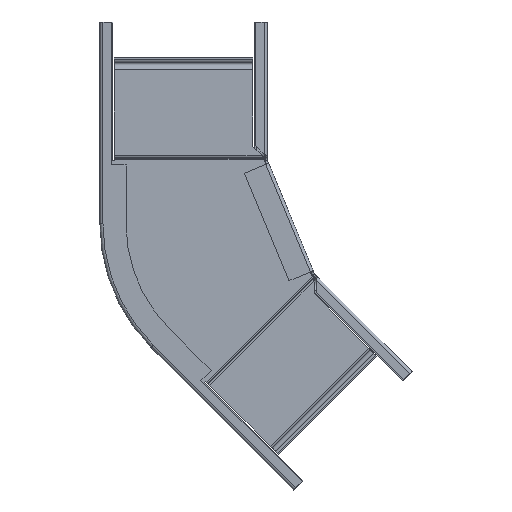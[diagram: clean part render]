
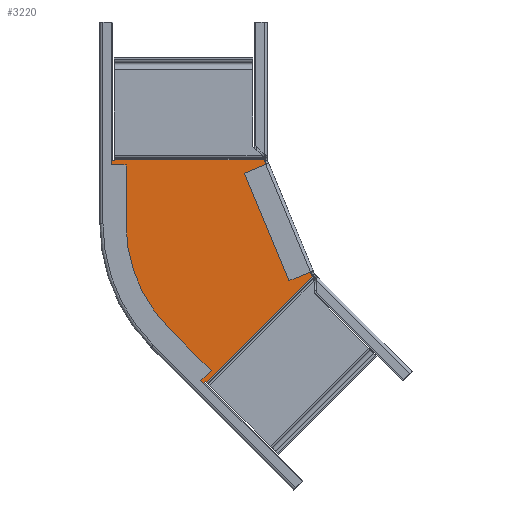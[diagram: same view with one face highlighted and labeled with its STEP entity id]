
A CAD part, front view. The second image highlights one B-rep face of the part: STEP entity #3220.
In plain terms, the highlighted planar face has unit normal (0, -1, 0).
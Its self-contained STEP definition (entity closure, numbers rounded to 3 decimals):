
#1 = ORIENTED_EDGE ( 'NONE', *, *, #3753, .T. ) ;
#12 = LINE ( 'NONE', #67, #3708 ) ;
#67 = CARTESIAN_POINT ( 'NONE',  ( 18.183, -0.75, -29.339 ) ) ;
#122 = DIRECTION ( 'NONE',  ( 0., 0., -1. ) ) ;
#293 = VECTOR ( 'NONE', #5091, 1000. ) ;
#341 = LINE ( 'NONE', #2536, #2341 ) ;
#367 = ORIENTED_EDGE ( 'NONE', *, *, #4088, .F. ) ;
#464 = EDGE_CURVE ( 'NONE', #1918, #2900, #341, .T. ) ;
#542 = CARTESIAN_POINT ( 'NONE',  ( -77.362, -0.75, -72.741 ) ) ;
#648 = AXIS2_PLACEMENT_3D ( 'NONE', #3116, #1470, #122 ) ;
#656 = VECTOR ( 'NONE', #1394, 1000. ) ;
#754 = CARTESIAN_POINT ( 'NONE',  ( -77.362, -0.75, -72.741 ) ) ;
#810 = CARTESIAN_POINT ( 'NONE',  ( -13.639, -0.75, 32.928 ) ) ;
#871 = DIRECTION ( 'NONE',  ( 0.383, 0., -0.924 ) ) ;
#934 = CARTESIAN_POINT ( 'NONE',  ( -46.694, -0.75, -94.216 ) ) ;
#965 = VERTEX_POINT ( 'NONE', #1855 ) ;
#1101 = ORIENTED_EDGE ( 'NONE', *, *, #1313, .T. ) ;
#1161 = VERTEX_POINT ( 'NONE', #1202 ) ;
#1202 = CARTESIAN_POINT ( 'NONE',  ( -47.172, -0.75, -93.739 ) ) ;
#1274 = VECTOR ( 'NONE', #4126, 1000. ) ;
#1313 = EDGE_CURVE ( 'NONE', #4092, #2195, #1931, .T. ) ;
#1340 = LINE ( 'NONE', #5135, #4324 ) ;
#1394 = DIRECTION ( 'NONE',  ( -1., 0., 0. ) ) ;
#1470 = DIRECTION ( 'NONE',  ( 0., -1., 0. ) ) ;
#1504 = ORIENTED_EDGE ( 'NONE', *, *, #4166, .F. ) ;
#1518 = FACE_OUTER_BOUND ( 'NONE', #4342, .T. ) ;
#1598 = LINE ( 'NONE', #3762, #3250 ) ;
#1614 = CARTESIAN_POINT ( 'NONE',  ( -99.639, -0.75, 33.603 ) ) ;
#1658 = CARTESIAN_POINT ( 'NONE',  ( 13.639, -0.75, -32.928 ) ) ;
#1675 = DIRECTION ( 'NONE',  ( 0., 0., -1. ) ) ;
#1724 = DIRECTION ( 'NONE',  ( -0.707, 0., -0.707 ) ) ;
#1752 = LINE ( 'NONE', #2118, #293 ) ;
#1777 = ORIENTED_EDGE ( 'NONE', *, *, #4262, .T. ) ;
#1855 = CARTESIAN_POINT ( 'NONE',  ( 14.117, -0.75, -33.405 ) ) ;
#1897 = CARTESIAN_POINT ( 'NONE',  ( -7.889, -0.75, 33.603 ) ) ;
#1918 = VERTEX_POINT ( 'NONE', #3628 ) ;
#1931 = LINE ( 'NONE', #2741, #2346 ) ;
#1953 = CARTESIAN_POINT ( 'NONE',  ( 13.639, -0.75, -32.928 ) ) ;
#2001 = VECTOR ( 'NONE', #3776, 1000. ) ;
#2021 = LINE ( 'NONE', #754, #1274 ) ;
#2102 = CARTESIAN_POINT ( 'NONE',  ( -7.889, -0.75, -3.268 ) ) ;
#2118 = CARTESIAN_POINT ( 'NONE',  ( -106.139, -0.75, -3.268 ) ) ;
#2156 = CARTESIAN_POINT ( 'NONE',  ( -106.139, -0.75, 32.928 ) ) ;
#2195 = VERTEX_POINT ( 'NONE', #2156 ) ;
#2228 = VERTEX_POINT ( 'NONE', #4648 ) ;
#2312 = EDGE_CURVE ( 'NONE', #3031, #4581, #3315, .T. ) ;
#2318 = ORIENTED_EDGE ( 'NONE', *, *, #4295, .F. ) ;
#2341 = VECTOR ( 'NONE', #871, 1000. ) ;
#2346 = VECTOR ( 'NONE', #3616, 1000. ) ;
#2412 = LINE ( 'NONE', #1897, #656 ) ;
#2440 = VECTOR ( 'NONE', #4596, 1000. ) ;
#2506 = VERTEX_POINT ( 'NONE', #1614 ) ;
#2536 = CARTESIAN_POINT ( 'NONE',  ( -8.802, -0.75, 21.249 ) ) ;
#2712 = VERTEX_POINT ( 'NONE', #3155 ) ;
#2741 = CARTESIAN_POINT ( 'NONE',  ( -106.139, -0.75, 32.928 ) ) ;
#2882 = EDGE_CURVE ( 'NONE', #2712, #1918, #5060, .T. ) ;
#2900 = VERTEX_POINT ( 'NONE', #1658 ) ;
#2962 = DIRECTION ( 'NONE',  ( -0.707, 0., 0.707 ) ) ;
#3021 = ORIENTED_EDGE ( 'NONE', *, *, #3969, .T. ) ;
#3031 = VERTEX_POINT ( 'NONE', #542 ) ;
#3056 = VECTOR ( 'NONE', #5519, 1000. ) ;
#3070 = CARTESIAN_POINT ( 'NONE',  ( -99.639, -0.75, 32.928 ) ) ;
#3116 = CARTESIAN_POINT ( 'NONE',  ( -7.889, -0.75, -3.268 ) ) ;
#3128 = VERTEX_POINT ( 'NONE', #934 ) ;
#3155 = CARTESIAN_POINT ( 'NONE',  ( -13.639, -0.75, 33.603 ) ) ;
#3220 = ADVANCED_FACE ( 'NONE', ( #1518 ), #4018, .T. ) ;
#3250 = VECTOR ( 'NONE', #5515, 1000. ) ;
#3315 = CIRCLE ( 'NONE', #4404, 98.25 ) ;
#3368 = EDGE_CURVE ( 'NONE', #3031, #2228, #2021, .T. ) ;
#3506 = EDGE_CURVE ( 'NONE', #3128, #1161, #1340, .T. ) ;
#3528 = ORIENTED_EDGE ( 'NONE', *, *, #464, .F. ) ;
#3616 = DIRECTION ( 'NONE',  ( -1., 0., 0. ) ) ;
#3628 = CARTESIAN_POINT ( 'NONE',  ( -13.639, -0.75, 32.928 ) ) ;
#3664 = ORIENTED_EDGE ( 'NONE', *, *, #3506, .F. ) ;
#3672 = LINE ( 'NONE', #3785, #2440 ) ;
#3674 = CARTESIAN_POINT ( 'NONE',  ( -106.139, -0.75, -3.268 ) ) ;
#3708 = VECTOR ( 'NONE', #1724, 1000. ) ;
#3753 = EDGE_CURVE ( 'NONE', #2506, #4092, #3672, .T. ) ;
#3762 = CARTESIAN_POINT ( 'NONE',  ( -51.768, -0.75, -98.335 ) ) ;
#3776 = DIRECTION ( 'NONE',  ( -0.707, 0., 0.707 ) ) ;
#3785 = CARTESIAN_POINT ( 'NONE',  ( -99.639, -0.75, 85.428 ) ) ;
#3969 = EDGE_CURVE ( 'NONE', #965, #2900, #4589, .T. ) ;
#4018 = PLANE ( 'NONE',  #648 ) ;
#4088 = EDGE_CURVE ( 'NONE', #4581, #2195, #1752, .T. ) ;
#4092 = VERTEX_POINT ( 'NONE', #3070 ) ;
#4126 = DIRECTION ( 'NONE',  ( 0.707, 0., -0.707 ) ) ;
#4166 = EDGE_CURVE ( 'NONE', #965, #3128, #12, .T. ) ;
#4262 = EDGE_CURVE ( 'NONE', #2712, #2506, #2412, .T. ) ;
#4295 = EDGE_CURVE ( 'NONE', #1161, #2228, #1598, .T. ) ;
#4324 = VECTOR ( 'NONE', #2962, 1000. ) ;
#4342 = EDGE_LOOP ( 'NONE', ( #4555, #1777, #1, #1101, #367, #5188, #4521, #2318, #3664, #1504, #3021, #3528 ) ) ;
#4404 = AXIS2_PLACEMENT_3D ( 'NONE', #2102, #5533, #1675 ) ;
#4521 = ORIENTED_EDGE ( 'NONE', *, *, #3368, .T. ) ;
#4555 = ORIENTED_EDGE ( 'NONE', *, *, #2882, .F. ) ;
#4581 = VERTEX_POINT ( 'NONE', #3674 ) ;
#4589 = LINE ( 'NONE', #1953, #2001 ) ;
#4596 = DIRECTION ( 'NONE',  ( 0., 0., -1. ) ) ;
#4648 = CARTESIAN_POINT ( 'NONE',  ( -51.768, -0.75, -98.335 ) ) ;
#5060 = LINE ( 'NONE', #810, #3056 ) ;
#5091 = DIRECTION ( 'NONE',  ( 0., 0., 1. ) ) ;
#5135 = CARTESIAN_POINT ( 'NONE',  ( -10.049, -0.75, -130.862 ) ) ;
#5188 = ORIENTED_EDGE ( 'NONE', *, *, #2312, .F. ) ;
#5515 = DIRECTION ( 'NONE',  ( -0.707, 0., -0.707 ) ) ;
#5519 = DIRECTION ( 'NONE',  ( 0., 0., -1. ) ) ;
#5533 = DIRECTION ( 'NONE',  ( 0., 1., 0. ) ) ;
